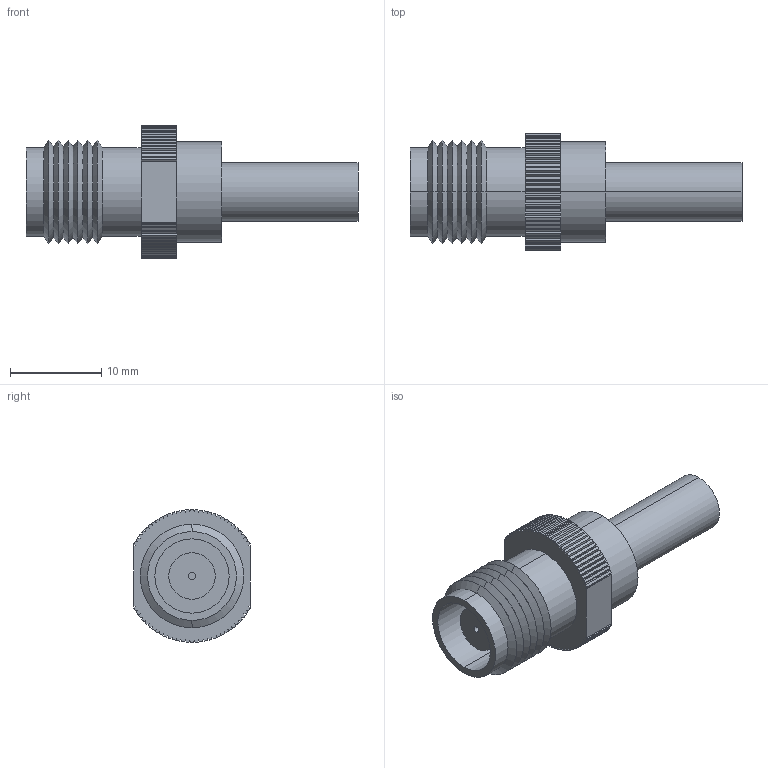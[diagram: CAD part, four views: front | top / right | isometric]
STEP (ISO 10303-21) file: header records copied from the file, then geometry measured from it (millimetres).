
FILE_DESCRIPTION (( 'STEP AP214' ), '1' );
FILE_NAME ('FMCN1753_3D.STEP', '2021-09-24T14:46:51', ( '' ), ( '' ), 'SwSTEP 2.0', 'SolidWorks 2021', '' );
FILE_SCHEMA (( 'AUTOMOTIVE_DESIGN' ));
Length unit declared in the file: inch
Products named in the file (3): FMCN1753_FERRULE; FMCN1753; FMCN1753_3D
Assembly tree (2 placements, depth 2):
  FMCN1753_3D
    FMCN1753
    FMCN1753_FERRULE
Bounding box: 36.32 x 12.7 x 14.5 mm (x, y, z)
Volume: 1934.3 mm3; surface area: 2470.2 mm2
Topology: 2 solids, 2 shells, 249 faces, 689 edges, 450 vertices
Faces by surface type: plane 142, cylinder 81, cone 26
Entity records: 9821 total; most frequent: CARTESIAN_POINT 1393, DIRECTION 1383, ORIENTED_EDGE 1378, EDGE_CURVE 689, VECTOR 503, LINE 503, VERTEX_POINT 450, AXIS2_PLACEMENT_3D 440
